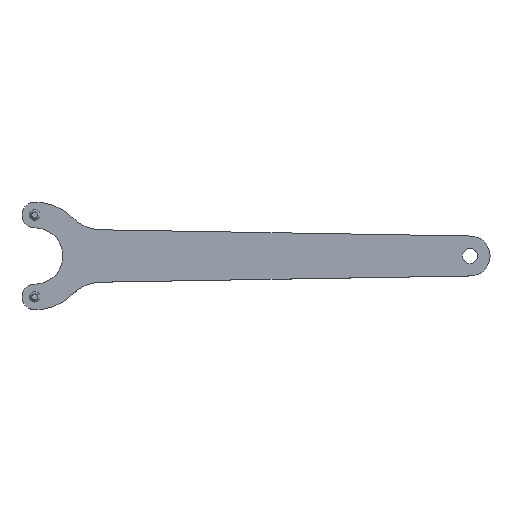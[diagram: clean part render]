
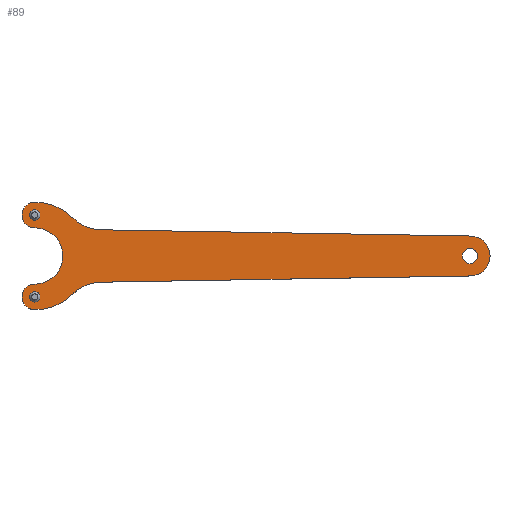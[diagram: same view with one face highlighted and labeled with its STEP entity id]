
A CAD part, top view. The second image highlights one B-rep face of the part: STEP entity #89.
In plain terms, the highlighted planar face has unit normal (0, 0, 1).
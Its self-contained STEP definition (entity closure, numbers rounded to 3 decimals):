
#89 = ADVANCED_FACE( '', ( #188, #189, #190, #191 ), #192, .T. );
#188 = FACE_BOUND( '', #295, .T. );
#189 = FACE_BOUND( '', #296, .T. );
#190 = FACE_BOUND( '', #297, .T. );
#191 = FACE_OUTER_BOUND( '', #298, .T. );
#192 = PLANE( '', #299 );
#295 = EDGE_LOOP( '', ( #446 ) );
#296 = EDGE_LOOP( '', ( #447 ) );
#297 = EDGE_LOOP( '', ( #448 ) );
#298 = EDGE_LOOP( '', ( #449, #450, #451, #452, #453, #454, #455, #456, #457, #458 ) );
#299 = AXIS2_PLACEMENT_3D( '', #459, #460, #461 );
#446 = ORIENTED_EDGE( '', *, *, #549, .F. );
#447 = ORIENTED_EDGE( '', *, *, #539, .F. );
#448 = ORIENTED_EDGE( '', *, *, #575, .F. );
#449 = ORIENTED_EDGE( '', *, *, #571, .F. );
#450 = ORIENTED_EDGE( '', *, *, #576, .F. );
#451 = ORIENTED_EDGE( '', *, *, #565, .F. );
#452 = ORIENTED_EDGE( '', *, *, #577, .F. );
#453 = ORIENTED_EDGE( '', *, *, #530, .F. );
#454 = ORIENTED_EDGE( '', *, *, #543, .F. );
#455 = ORIENTED_EDGE( '', *, *, #573, .F. );
#456 = ORIENTED_EDGE( '', *, *, #553, .F. );
#457 = ORIENTED_EDGE( '', *, *, #578, .F. );
#458 = ORIENTED_EDGE( '', *, *, #522, .F. );
#459 = CARTESIAN_POINT( '', ( 26., 26.001, 5. ) );
#460 = DIRECTION( '', ( 0., 0., 1. ) );
#461 = DIRECTION( '', ( 1., 0., 0. ) );
#522 = EDGE_CURVE( '', #592, #594, #595, .T. );
#530 = EDGE_CURVE( '', #606, #608, #609, .T. );
#539 = EDGE_CURVE( '', #622, #622, #623, .T. );
#543 = EDGE_CURVE( '', #627, #606, #629, .T. );
#549 = EDGE_CURVE( '', #638, #638, #639, .T. );
#553 = EDGE_CURVE( '', #644, #646, #647, .T. );
#565 = EDGE_CURVE( '', #662, #664, #665, .T. );
#571 = EDGE_CURVE( '', #671, #592, #673, .T. );
#573 = EDGE_CURVE( '', #646, #627, #675, .T. );
#575 = EDGE_CURVE( '', #677, #677, #678, .T. );
#576 = EDGE_CURVE( '', #664, #671, #679, .T. );
#577 = EDGE_CURVE( '', #608, #662, #680, .T. );
#578 = EDGE_CURVE( '', #594, #644, #681, .T. );
#592 = VERTEX_POINT( '', #696 );
#594 = VERTEX_POINT( '', #699 );
#595 = LINE( '', #700, #701 );
#606 = VERTEX_POINT( '', #713 );
#608 = VERTEX_POINT( '', #716 );
#609 = CIRCLE( '', #717, 5. );
#622 = VERTEX_POINT( '', #731 );
#623 = CIRCLE( '', #732, 2. );
#627 = VERTEX_POINT( '', #736 );
#629 = CIRCLE( '', #739, 21. );
#638 = VERTEX_POINT( '', #748 );
#639 = CIRCLE( '', #749, 2. );
#644 = VERTEX_POINT( '', #755 );
#646 = VERTEX_POINT( '', #758 );
#647 = LINE( '', #759, #760 );
#662 = VERTEX_POINT( '', #776 );
#664 = VERTEX_POINT( '', #779 );
#665 = CIRCLE( '', #780, 5. );
#671 = VERTEX_POINT( '', #787 );
#673 = CIRCLE( '', #790, 15.77 );
#675 = CIRCLE( '', #792, 15.77 );
#677 = VERTEX_POINT( '', #794 );
#678 = CIRCLE( '', #795, 3. );
#679 = CIRCLE( '', #796, 21. );
#680 = CIRCLE( '', #797, 11. );
#681 = CIRCLE( '', #798, 7.8 );
#696 = CARTESIAN_POINT( '', ( 25.734, 10.233, 5. ) );
#699 = CARTESIAN_POINT( '', ( 170.131, 7.799, 5. ) );
#700 = CARTESIAN_POINT( '', ( 25.734, 10.233, 5. ) );
#701 = VECTOR( '', #810, 1000. );
#713 = CARTESIAN_POINT( '', ( 0., -21., 5. ) );
#716 = CARTESIAN_POINT( '', ( 0., -11., 5. ) );
#717 = AXIS2_PLACEMENT_3D( '', #822, #823, #824 );
#731 = CARTESIAN_POINT( '', ( 2., 16.034, 5. ) );
#732 = AXIS2_PLACEMENT_3D( '', #838, #839, #840 );
#736 = CARTESIAN_POINT( '', ( 14.849, -14.849, 5. ) );
#739 = AXIS2_PLACEMENT_3D( '', #845, #846, #847 );
#748 = CARTESIAN_POINT( '', ( 2., -15.966, 5. ) );
#749 = AXIS2_PLACEMENT_3D( '', #857, #858, #859 );
#755 = CARTESIAN_POINT( '', ( 170.131, -7.799, 5. ) );
#758 = CARTESIAN_POINT( '', ( 25.734, -10.233, 5. ) );
#759 = CARTESIAN_POINT( '', ( 25.734, -10.233, 5. ) );
#760 = VECTOR( '', #862, 1000. );
#776 = CARTESIAN_POINT( '', ( 0., 11., 5. ) );
#779 = CARTESIAN_POINT( '', ( 0., 21., 5. ) );
#780 = AXIS2_PLACEMENT_3D( '', #886, #887, #888 );
#787 = CARTESIAN_POINT( '', ( 14.849, 14.849, 5. ) );
#790 = AXIS2_PLACEMENT_3D( '', #894, #895, #896 );
#792 = AXIS2_PLACEMENT_3D( '', #897, #898, #899 );
#794 = CARTESIAN_POINT( '', ( 173., 0.051, 5. ) );
#795 = AXIS2_PLACEMENT_3D( '', #900, #901, #902 );
#796 = AXIS2_PLACEMENT_3D( '', #903, #904, #905 );
#797 = AXIS2_PLACEMENT_3D( '', #906, #907, #908 );
#798 = AXIS2_PLACEMENT_3D( '', #909, #910, #911 );
#810 = DIRECTION( '', ( 1., -0.017, 0. ) );
#822 = CARTESIAN_POINT( '', ( 0., -16., 5. ) );
#823 = DIRECTION( '', ( 0., 0., -1. ) );
#824 = DIRECTION( '', ( 1., 0., 0. ) );
#838 = CARTESIAN_POINT( '', ( 0., 16., 5. ) );
#839 = DIRECTION( '', ( 0., 0., 1. ) );
#840 = DIRECTION( '', ( 1., 0.017, 0. ) );
#845 = CARTESIAN_POINT( '', ( 0., 0., 5. ) );
#846 = DIRECTION( '', ( 0., 0., -1. ) );
#847 = DIRECTION( '', ( 1., 0., 0. ) );
#857 = CARTESIAN_POINT( '', ( 0., -16., 5. ) );
#858 = DIRECTION( '', ( 0., 0., 1. ) );
#859 = DIRECTION( '', ( 1., 0.017, 0. ) );
#862 = DIRECTION( '', ( -1., -0.017, 0. ) );
#886 = CARTESIAN_POINT( '', ( 0., 16., 5. ) );
#887 = DIRECTION( '', ( 0., 0., -1. ) );
#888 = DIRECTION( '', ( 1., 0., 0. ) );
#894 = CARTESIAN_POINT( '', ( 26., 26.001, 5. ) );
#895 = DIRECTION( '', ( 0., 0., 1. ) );
#896 = DIRECTION( '', ( 1., 0., 0. ) );
#897 = CARTESIAN_POINT( '', ( 26., -26.001, 5. ) );
#898 = DIRECTION( '', ( 0., 0., 1. ) );
#899 = DIRECTION( '', ( 1., 0., 0. ) );
#900 = CARTESIAN_POINT( '', ( 170., 0., 5. ) );
#901 = DIRECTION( '', ( 0., 0., 1. ) );
#902 = DIRECTION( '', ( 1., 0.017, 0. ) );
#903 = CARTESIAN_POINT( '', ( 0., 0., 5. ) );
#904 = DIRECTION( '', ( 0., 0., -1. ) );
#905 = DIRECTION( '', ( 1., 0., 0. ) );
#906 = CARTESIAN_POINT( '', ( 0., 0., 5. ) );
#907 = DIRECTION( '', ( 0., 0., 1. ) );
#908 = DIRECTION( '', ( -1., 0., 0. ) );
#909 = CARTESIAN_POINT( '', ( 170., 0., 5. ) );
#910 = DIRECTION( '', ( 0., 0., -1. ) );
#911 = DIRECTION( '', ( -1., 0., 0. ) );
